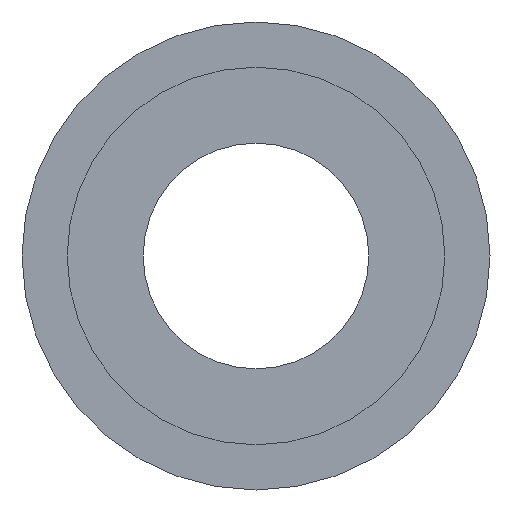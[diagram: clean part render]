
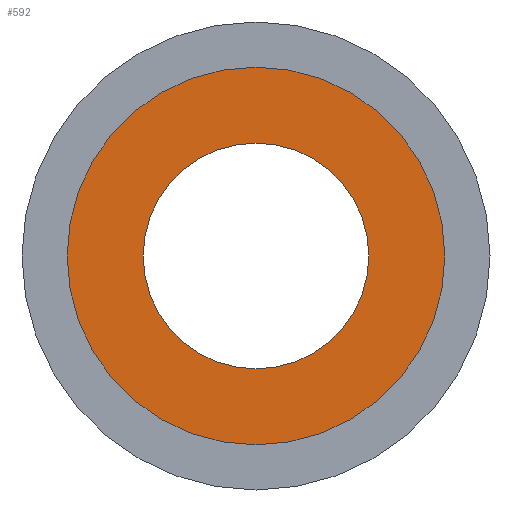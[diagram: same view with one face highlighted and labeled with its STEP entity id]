
A CAD part, front view. The second image highlights one B-rep face of the part: STEP entity #592.
In plain terms, the highlighted planar face has unit normal (0, -1, 0).
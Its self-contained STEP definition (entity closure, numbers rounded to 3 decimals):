
#2 = ORIENTED_EDGE ( 'NONE', *, *, #453, .T. ) ;
#27 = AXIS2_PLACEMENT_3D ( 'NONE', #516, #568, #134 ) ;
#54 = EDGE_LOOP ( 'NONE', ( #67, #587 ) ) ;
#66 = DIRECTION ( 'NONE',  ( 0., 1., 0. ) ) ;
#67 = ORIENTED_EDGE ( 'NONE', *, *, #345, .F. ) ;
#85 = CIRCLE ( 'NONE', #347, 21.1 ) ;
#100 = EDGE_CURVE ( 'NONE', #476, #207, #85, .T. ) ;
#110 = CIRCLE ( 'NONE', #185, 12.25 ) ;
#134 = DIRECTION ( 'NONE',  ( -1., 0., 0. ) ) ;
#146 = DIRECTION ( 'NONE',  ( -1., 0., 0. ) ) ;
#169 = AXIS2_PLACEMENT_3D ( 'NONE', #262, #596, #306 ) ;
#171 = VERTEX_POINT ( 'NONE', #349 ) ;
#185 = AXIS2_PLACEMENT_3D ( 'NONE', #437, #66, #410 ) ;
#197 = EDGE_LOOP ( 'NONE', ( #366, #2 ) ) ;
#207 = VERTEX_POINT ( 'NONE', #541 ) ;
#225 = AXIS2_PLACEMENT_3D ( 'NONE', #622, #346, #241 ) ;
#231 = FACE_BOUND ( 'NONE', #197, .T. ) ;
#237 = CARTESIAN_POINT ( 'NONE',  ( 21.1, 6.5, 0. ) ) ;
#241 = DIRECTION ( 'NONE',  ( -1., 0., 0. ) ) ;
#262 = CARTESIAN_POINT ( 'NONE',  ( 0., 6.5, 0. ) ) ;
#306 = DIRECTION ( 'NONE',  ( -1., 0., 0. ) ) ;
#318 = CIRCLE ( 'NONE', #225, 21.1 ) ;
#336 = VERTEX_POINT ( 'NONE', #432 ) ;
#345 = EDGE_CURVE ( 'NONE', #207, #476, #318, .T. ) ;
#346 = DIRECTION ( 'NONE',  ( 0., 1., 0. ) ) ;
#347 = AXIS2_PLACEMENT_3D ( 'NONE', #364, #579, #146 ) ;
#349 = CARTESIAN_POINT ( 'NONE',  ( 12.25, 6.5, 0. ) ) ;
#364 = CARTESIAN_POINT ( 'NONE',  ( 0., 6.5, 0. ) ) ;
#366 = ORIENTED_EDGE ( 'NONE', *, *, #449, .T. ) ;
#410 = DIRECTION ( 'NONE',  ( -1., 0., 0. ) ) ;
#414 = CIRCLE ( 'NONE', #169, 12.25 ) ;
#432 = CARTESIAN_POINT ( 'NONE',  ( -12.25, 6.5, 0. ) ) ;
#437 = CARTESIAN_POINT ( 'NONE',  ( 0., 6.5, 0. ) ) ;
#449 = EDGE_CURVE ( 'NONE', #336, #171, #414, .T. ) ;
#453 = EDGE_CURVE ( 'NONE', #171, #336, #110, .T. ) ;
#476 = VERTEX_POINT ( 'NONE', #237 ) ;
#516 = CARTESIAN_POINT ( 'NONE',  ( 12.25, 6.5, 0. ) ) ;
#525 = FACE_OUTER_BOUND ( 'NONE', #54, .T. ) ;
#530 = PLANE ( 'NONE',  #27 ) ;
#541 = CARTESIAN_POINT ( 'NONE',  ( -21.1, 6.5, 0. ) ) ;
#568 = DIRECTION ( 'NONE',  ( 0., 1., 0. ) ) ;
#579 = DIRECTION ( 'NONE',  ( 0., 1., 0. ) ) ;
#587 = ORIENTED_EDGE ( 'NONE', *, *, #100, .F. ) ;
#592 = ADVANCED_FACE ( 'NONE', ( #525, #231 ), #530, .F. ) ;
#596 = DIRECTION ( 'NONE',  ( 0., 1., 0. ) ) ;
#622 = CARTESIAN_POINT ( 'NONE',  ( 0., 6.5, 0. ) ) ;
